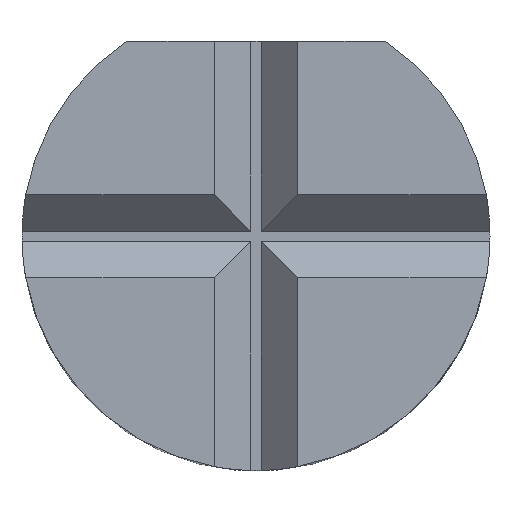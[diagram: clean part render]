
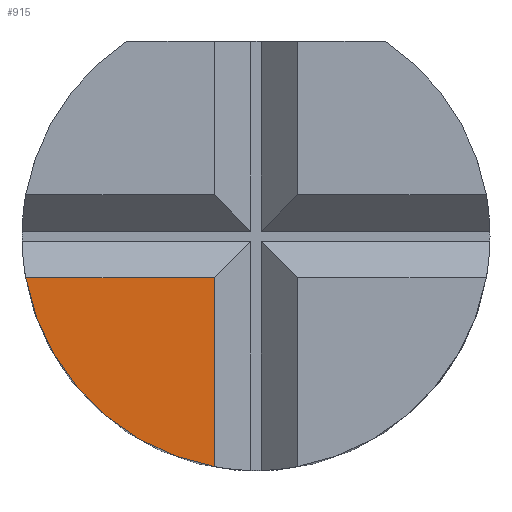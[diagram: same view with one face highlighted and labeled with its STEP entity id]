
A CAD part, top view. The second image highlights one B-rep face of the part: STEP entity #915.
In plain terms, the highlighted planar face has unit normal (0, 0, 1).
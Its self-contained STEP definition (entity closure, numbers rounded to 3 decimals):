
#510 = VERTEX_POINT('',#511);
#511 = CARTESIAN_POINT('',(13.16,-54.618,11.15));
#517 = EDGE_CURVE('',#518,#510,#520,.T.);
#518 = VERTEX_POINT('',#519);
#519 = CARTESIAN_POINT('',(9.532,-50.99,11.15));
#520 = CIRCLE('',#521,4.5);
#521 = AXIS2_PLACEMENT_3D('',#522,#523,#524);
#522 = CARTESIAN_POINT('',(13.96,-50.19,11.15));
#523 = DIRECTION('',(0.,0.,1.));
#524 = DIRECTION('',(1.,0.,0.));
#896 = EDGE_CURVE('',#897,#518,#899,.T.);
#897 = VERTEX_POINT('',#898);
#898 = CARTESIAN_POINT('',(13.16,-50.99,11.15));
#899 = LINE('',#900,#901);
#900 = CARTESIAN_POINT('',(13.16,-50.99,11.15));
#901 = VECTOR('',#902,1.);
#902 = DIRECTION('',(-1.,0.,0.));
#915 = ADVANCED_FACE('',(#916),#926,.T.);
#916 = FACE_BOUND('',#917,.T.);
#917 = EDGE_LOOP('',(#918,#919,#920));
#918 = ORIENTED_EDGE('',*,*,#896,.T.);
#919 = ORIENTED_EDGE('',*,*,#517,.T.);
#920 = ORIENTED_EDGE('',*,*,#921,.F.);
#921 = EDGE_CURVE('',#897,#510,#922,.T.);
#922 = LINE('',#923,#924);
#923 = CARTESIAN_POINT('',(13.16,-50.99,11.15));
#924 = VECTOR('',#925,1.);
#925 = DIRECTION('',(0.,-1.,0.));
#926 = PLANE('',#927);
#927 = AXIS2_PLACEMENT_3D('',#928,#929,#930);
#928 = CARTESIAN_POINT('',(13.96,-50.035,11.15));
#929 = DIRECTION('',(0.,0.,1.));
#930 = DIRECTION('',(1.,0.,0.));
